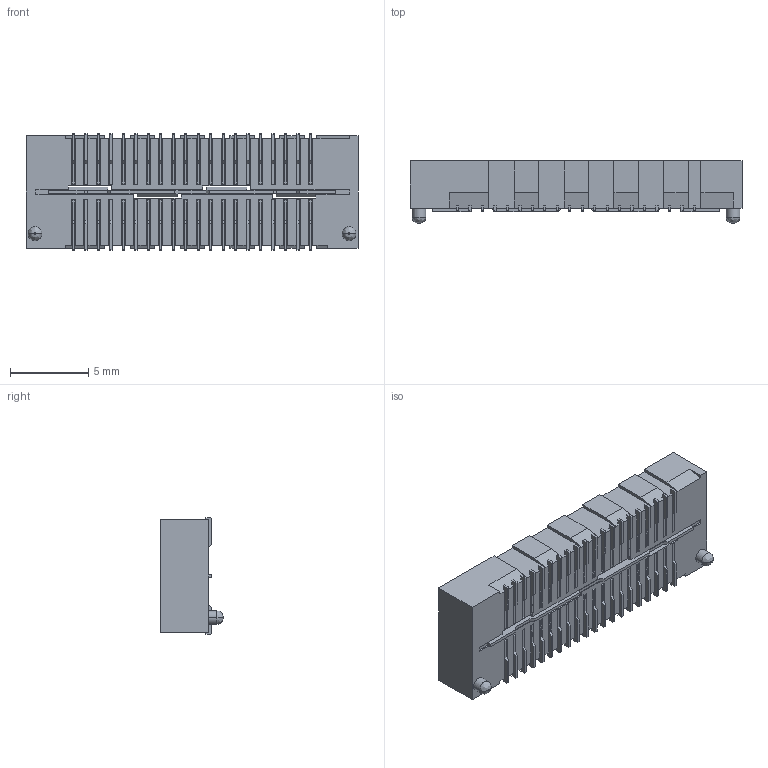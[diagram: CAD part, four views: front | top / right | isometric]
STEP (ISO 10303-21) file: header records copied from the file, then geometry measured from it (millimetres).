
FILE_DESCRIPTION((''),'2;1');
FILE_NAME('FBB08004-F40S3103K6M','2023-10-26T',('工程三'),(''),'PRO/ENGINEER BY PARAMETRIC TECHNOLOGY CORPORATION, 2010280','PRO/ENGINEER BY PARAMETRIC TECHNOLOGY CORPORATION, 2010280','');
FILE_SCHEMA(('CONFIG_CONTROL_DESIGN'));
Length unit declared in the file: millimetre
Products named in the file (1): FBB08004-F40S3103K6M
Bounding box: 21.28 x 4 x 7.49 mm (x, y, z)
Volume: 282.4 mm3; surface area: 1225.1 mm2
Topology: 1 solids, 1 shells, 1629 faces, 5174 edges, 3384 vertices
Faces by surface type: plane 1533, cylinder 92, bspline 4
Entity records: 56345 total; most frequent: ORIENTED_EDGE 10348, CARTESIAN_POINT 10330, DIRECTION 8584, EDGE_CURVE 5174, VECTOR 4982, LINE 4982, VERTEX_POINT 3384, AXIS2_PLACEMENT_3D 1801
